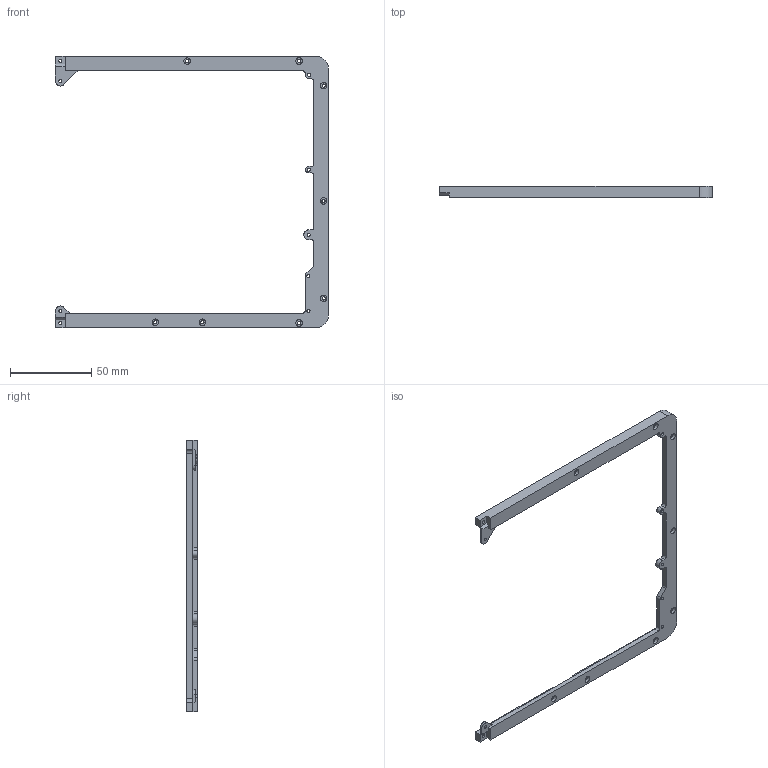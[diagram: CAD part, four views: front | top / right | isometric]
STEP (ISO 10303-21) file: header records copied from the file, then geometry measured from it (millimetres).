
FILE_DESCRIPTION(/* description */ (''),/* implementation_level */ '2;1');
FILE_NAME(/* name */ 'bottom_right.step',/* time_stamp */ '2022-05-18T13:19:31-07:00',/* author */ (''),/* organization */ (''),/* preprocessor_version */ 'ST-DEVELOPER v18.1',/* originating_system */ 'Autodesk Translation Framework v10.14.0.1471',/* authorisation */ '');
FILE_SCHEMA (('AUTOMOTIVE_DESIGN { 1 0 10303 214 3 1 1 }'));
Length unit declared in the file: millimetre
Products named in the file (1): bottom_right
Bounding box: 167.74 x 7 x 166.98 mm (x, y, z)
Volume: 23887.7 mm3; surface area: 16664.8 mm2
Topology: 1 solids, 1 shells, 97 faces, 263 edges, 176 vertices
Faces by surface type: plane 50, cylinder 47
Full cylindrical faces by diameter (mm): 1.9 x7, 2 x10, 4 x8
Entity records: 3188 total; most frequent: DIRECTION 553, CARTESIAN_POINT 537, ORIENTED_EDGE 526, EDGE_CURVE 263, AXIS2_PLACEMENT_3D 192, VERTEX_POINT 176, LINE 169, VECTOR 169
